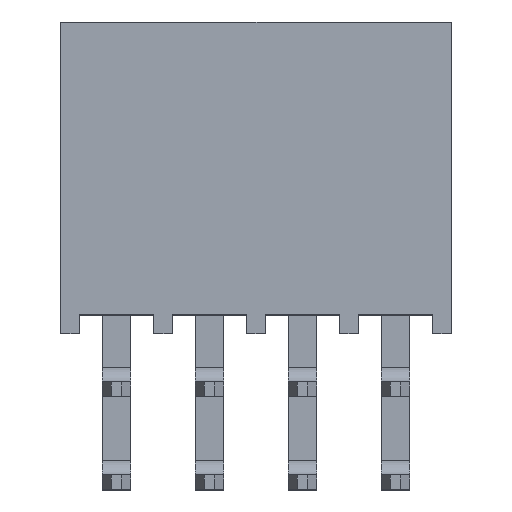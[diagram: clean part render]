
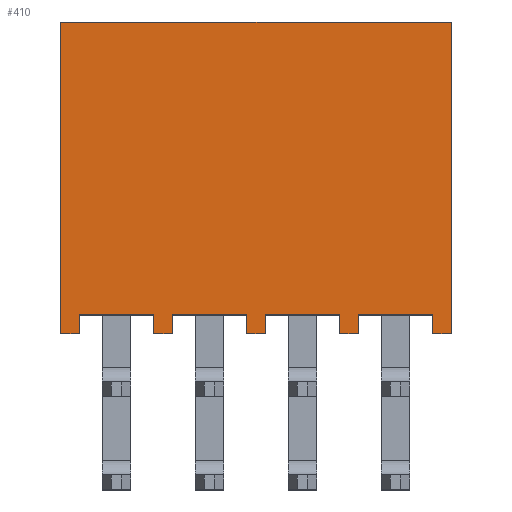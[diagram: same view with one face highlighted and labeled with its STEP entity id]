
A CAD part, top view. The second image highlights one B-rep face of the part: STEP entity #410.
In plain terms, the highlighted planar face has unit normal (0, 0, 1).
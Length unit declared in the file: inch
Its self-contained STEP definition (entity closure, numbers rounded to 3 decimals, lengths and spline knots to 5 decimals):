
#410 = ADVANCED_FACE( '', ( #854 ), #855, .F. );
#854 = FACE_OUTER_BOUND( '', #1336, .T. );
#855 = PLANE( '', #1337 );
#1336 = EDGE_LOOP( '', ( #2428, #2429, #2430, #2431, #2432, #2433, #2434, #2435, #2436, #2437, #2438, #2439, #2440, #2441, #2442, #2443, #2444, #2445, #2446, #2447 ) );
#1337 = AXIS2_PLACEMENT_3D( '', #2448, #2449, #2450 );
#2428 = ORIENTED_EDGE( '', *, *, #3253, .F. );
#2429 = ORIENTED_EDGE( '', *, *, #2920, .T. );
#2430 = ORIENTED_EDGE( '', *, *, #3246, .F. );
#2431 = ORIENTED_EDGE( '', *, *, #3218, .F. );
#2432 = ORIENTED_EDGE( '', *, *, #3040, .T. );
#2433 = ORIENTED_EDGE( '', *, *, #3360, .T. );
#2434 = ORIENTED_EDGE( '', *, *, #2970, .F. );
#2435 = ORIENTED_EDGE( '', *, *, #3239, .F. );
#2436 = ORIENTED_EDGE( '', *, *, #3069, .F. );
#2437 = ORIENTED_EDGE( '', *, *, #2947, .T. );
#2438 = ORIENTED_EDGE( '', *, *, #3243, .F. );
#2439 = ORIENTED_EDGE( '', *, *, #3330, .F. );
#2440 = ORIENTED_EDGE( '', *, *, #3081, .F. );
#2441 = ORIENTED_EDGE( '', *, *, #2908, .T. );
#2442 = ORIENTED_EDGE( '', *, *, #3361, .F. );
#2443 = ORIENTED_EDGE( '', *, *, #3142, .F. );
#2444 = ORIENTED_EDGE( '', *, *, #3036, .F. );
#2445 = ORIENTED_EDGE( '', *, *, #3362, .T. );
#2446 = ORIENTED_EDGE( '', *, *, #3363, .F. );
#2447 = ORIENTED_EDGE( '', *, *, #3364, .F. );
#2448 = CARTESIAN_POINT( '', ( -0.21, 0.335, 0.0975 ) );
#2449 = DIRECTION( '', ( 0., 0., -1. ) );
#2450 = DIRECTION( '', ( -1., 0., 0. ) );
#2908 = EDGE_CURVE( '', #3466, #3463, #3467, .T. );
#2920 = EDGE_CURVE( '', #3482, #3486, #3488, .T. );
#2947 = EDGE_CURVE( '', #3537, #3534, #3538, .T. );
#2970 = EDGE_CURVE( '', #3575, #3577, #3578, .T. );
#3036 = EDGE_CURVE( '', #3691, #3693, #3694, .T. );
#3040 = EDGE_CURVE( '', #3700, #3698, #3701, .T. );
#3069 = EDGE_CURVE( '', #3537, #3748, #3749, .T. );
#3081 = EDGE_CURVE( '', #3466, #3766, #3767, .T. );
#3142 = EDGE_CURVE( '', #3693, #3869, #3870, .T. );
#3218 = EDGE_CURVE( '', #3700, #3990, #3991, .T. );
#3239 = EDGE_CURVE( '', #3748, #3575, #4019, .T. );
#3243 = EDGE_CURVE( '', #4023, #3534, #4025, .T. );
#3246 = EDGE_CURVE( '', #3990, #3486, #4028, .T. );
#3253 = EDGE_CURVE( '', #3482, #4038, #4039, .T. );
#3330 = EDGE_CURVE( '', #3766, #4023, #4136, .T. );
#3360 = EDGE_CURVE( '', #3698, #3577, #4173, .T. );
#3361 = EDGE_CURVE( '', #3869, #3463, #4174, .T. );
#3362 = EDGE_CURVE( '', #3691, #4175, #4176, .T. );
#3363 = EDGE_CURVE( '', #4177, #4175, #4178, .T. );
#3364 = EDGE_CURVE( '', #4038, #4177, #4179, .T. );
#3463 = VERTEX_POINT( '', #4291 );
#3466 = VERTEX_POINT( '', #4295 );
#3467 = LINE( '', #4296, #4297 );
#3482 = VERTEX_POINT( '', #4316 );
#3486 = VERTEX_POINT( '', #4322 );
#3488 = LINE( '', #4325, #4326 );
#3534 = VERTEX_POINT( '', #4390 );
#3537 = VERTEX_POINT( '', #4394 );
#3538 = LINE( '', #4395, #4396 );
#3575 = VERTEX_POINT( '', #4447 );
#3577 = VERTEX_POINT( '', #4450 );
#3578 = LINE( '', #4451, #4452 );
#3691 = VERTEX_POINT( '', #4615 );
#3693 = VERTEX_POINT( '', #4618 );
#3694 = LINE( '', #4619, #4620 );
#3698 = VERTEX_POINT( '', #4625 );
#3700 = VERTEX_POINT( '', #4628 );
#3701 = LINE( '', #4629, #4630 );
#3748 = VERTEX_POINT( '', #4698 );
#3749 = LINE( '', #4699, #4700 );
#3766 = VERTEX_POINT( '', #4723 );
#3767 = LINE( '', #4724, #4725 );
#3869 = VERTEX_POINT( '', #4874 );
#3870 = LINE( '', #4875, #4876 );
#3990 = VERTEX_POINT( '', #5054 );
#3991 = LINE( '', #5055, #5056 );
#4019 = LINE( '', #5098, #5099 );
#4023 = VERTEX_POINT( '', #5104 );
#4025 = LINE( '', #5107, #5108 );
#4028 = LINE( '', #5112, #5113 );
#4038 = VERTEX_POINT( '', #5127 );
#4039 = LINE( '', #5128, #5129 );
#4136 = LINE( '', #5272, #5273 );
#4173 = LINE( '', #5328, #5329 );
#4174 = LINE( '', #5330, #5331 );
#4175 = VERTEX_POINT( '', #5332 );
#4176 = LINE( '', #5333, #5334 );
#4177 = VERTEX_POINT( '', #5335 );
#4178 = LINE( '', #5336, #5337 );
#4179 = LINE( '', #5338, #5339 );
#4291 = CARTESIAN_POINT( '', ( 0.01, 0., 0.0975 ) );
#4295 = CARTESIAN_POINT( '', ( -0.01, 0., 0.0975 ) );
#4296 = CARTESIAN_POINT( '', ( -0.21, 0., 0.0975 ) );
#4297 = VECTOR( '', #5495, 39.37008 );
#4316 = CARTESIAN_POINT( '', ( 0.19, 0., 0.0975 ) );
#4322 = CARTESIAN_POINT( '', ( 0.21, 0., 0.0975 ) );
#4325 = CARTESIAN_POINT( '', ( -0.21, 0., 0.0975 ) );
#4326 = VECTOR( '', #5509, 39.37008 );
#4390 = CARTESIAN_POINT( '', ( -0.09, 0., 0.0975 ) );
#4394 = CARTESIAN_POINT( '', ( -0.11, 0., 0.0975 ) );
#4395 = CARTESIAN_POINT( '', ( -0.21, 0., 0.0975 ) );
#4396 = VECTOR( '', #5535, 39.37008 );
#4447 = CARTESIAN_POINT( '', ( -0.19, 0.02, 0.0975 ) );
#4450 = CARTESIAN_POINT( '', ( -0.19, 0., 0.0975 ) );
#4451 = CARTESIAN_POINT( '', ( -0.19, 0.335, 0.0975 ) );
#4452 = VECTOR( '', #5560, 39.37008 );
#4615 = CARTESIAN_POINT( '', ( 0.09, 0., 0.0975 ) );
#4618 = CARTESIAN_POINT( '', ( 0.09, 0.02, 0.0975 ) );
#4619 = CARTESIAN_POINT( '', ( 0.09, 0.335, 0.0975 ) );
#4620 = VECTOR( '', #5618, 39.37008 );
#4625 = CARTESIAN_POINT( '', ( -0.21, 0., 0.0975 ) );
#4628 = CARTESIAN_POINT( '', ( -0.21, 0.335, 0.0975 ) );
#4629 = CARTESIAN_POINT( '', ( -0.21, 0.335, 0.0975 ) );
#4630 = VECTOR( '', #5621, 39.37008 );
#4698 = CARTESIAN_POINT( '', ( -0.11, 0.02, 0.0975 ) );
#4699 = CARTESIAN_POINT( '', ( -0.11, 0.335, 0.0975 ) );
#4700 = VECTOR( '', #5646, 39.37008 );
#4723 = CARTESIAN_POINT( '', ( -0.01, 0.02, 0.0975 ) );
#4724 = CARTESIAN_POINT( '', ( -0.01, 0.335, 0.0975 ) );
#4725 = VECTOR( '', #5659, 39.37008 );
#4874 = CARTESIAN_POINT( '', ( 0.01, 0.02, 0.0975 ) );
#4875 = CARTESIAN_POINT( '', ( -0.21, 0.02, 0.0975 ) );
#4876 = VECTOR( '', #5713, 39.37008 );
#5054 = CARTESIAN_POINT( '', ( 0.21, 0.335, 0.0975 ) );
#5055 = CARTESIAN_POINT( '', ( -0.21, 0.335, 0.0975 ) );
#5056 = VECTOR( '', #5787, 39.37008 );
#5098 = CARTESIAN_POINT( '', ( -0.21, 0.02, 0.0975 ) );
#5099 = VECTOR( '', #5805, 39.37008 );
#5104 = CARTESIAN_POINT( '', ( -0.09, 0.02, 0.0975 ) );
#5107 = CARTESIAN_POINT( '', ( -0.09, 0.335, 0.0975 ) );
#5108 = VECTOR( '', #5808, 39.37008 );
#5112 = CARTESIAN_POINT( '', ( 0.21, 0.335, 0.0975 ) );
#5113 = VECTOR( '', #5810, 39.37008 );
#5127 = CARTESIAN_POINT( '', ( 0.19, 0.02, 0.0975 ) );
#5128 = CARTESIAN_POINT( '', ( 0.19, 0.335, 0.0975 ) );
#5129 = VECTOR( '', #5815, 39.37008 );
#5272 = CARTESIAN_POINT( '', ( -0.21, 0.02, 0.0975 ) );
#5273 = VECTOR( '', #5883, 39.37008 );
#5328 = CARTESIAN_POINT( '', ( -0.21, 0., 0.0975 ) );
#5329 = VECTOR( '', #5905, 39.37008 );
#5330 = CARTESIAN_POINT( '', ( 0.01, 0.335, 0.0975 ) );
#5331 = VECTOR( '', #5906, 39.37008 );
#5332 = CARTESIAN_POINT( '', ( 0.11, 0., 0.0975 ) );
#5333 = CARTESIAN_POINT( '', ( -0.21, 0., 0.0975 ) );
#5334 = VECTOR( '', #5907, 39.37008 );
#5335 = CARTESIAN_POINT( '', ( 0.11, 0.02, 0.0975 ) );
#5336 = CARTESIAN_POINT( '', ( 0.11, 0.335, 0.0975 ) );
#5337 = VECTOR( '', #5908, 39.37008 );
#5338 = CARTESIAN_POINT( '', ( -0.21, 0.02, 0.0975 ) );
#5339 = VECTOR( '', #5909, 39.37008 );
#5495 = DIRECTION( '', ( 1., 0., 0. ) );
#5509 = DIRECTION( '', ( 1., 0., 0. ) );
#5535 = DIRECTION( '', ( 1., 0., 0. ) );
#5560 = DIRECTION( '', ( 0., -1., 0. ) );
#5618 = DIRECTION( '', ( 0., 1., 0. ) );
#5621 = DIRECTION( '', ( 0., -1., 0. ) );
#5646 = DIRECTION( '', ( 0., 1., 0. ) );
#5659 = DIRECTION( '', ( 0., 1., 0. ) );
#5713 = DIRECTION( '', ( -1., 0., 0. ) );
#5787 = DIRECTION( '', ( 1., 0., 0. ) );
#5805 = DIRECTION( '', ( -1., 0., 0. ) );
#5808 = DIRECTION( '', ( 0., -1., 0. ) );
#5810 = DIRECTION( '', ( 0., -1., 0. ) );
#5815 = DIRECTION( '', ( 0., 1., 0. ) );
#5883 = DIRECTION( '', ( -1., 0., 0. ) );
#5905 = DIRECTION( '', ( 1., 0., 0. ) );
#5906 = DIRECTION( '', ( 0., -1., 0. ) );
#5907 = DIRECTION( '', ( 1., 0., 0. ) );
#5908 = DIRECTION( '', ( 0., -1., 0. ) );
#5909 = DIRECTION( '', ( -1., 0., 0. ) );
